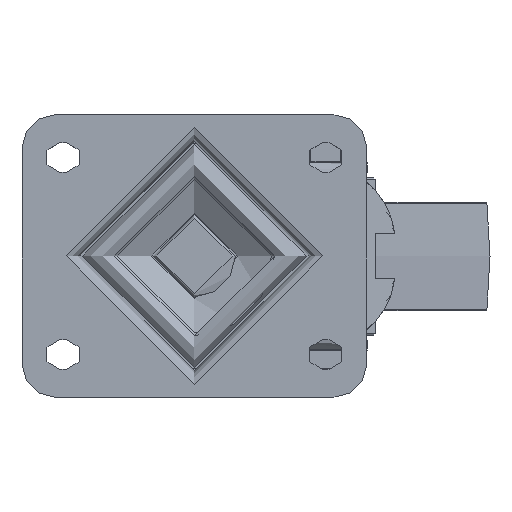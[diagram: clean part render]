
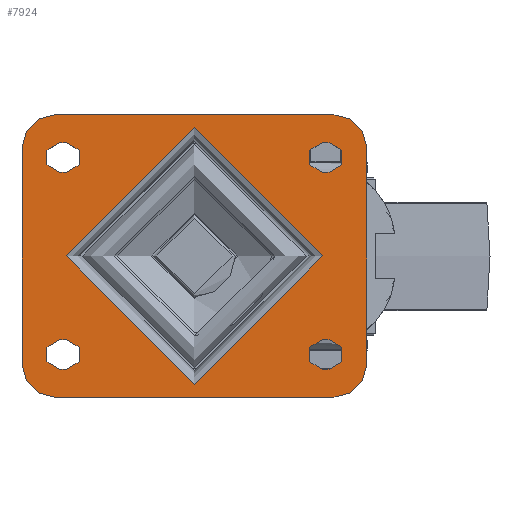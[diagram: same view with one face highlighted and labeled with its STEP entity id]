
A CAD part, top view. The second image highlights one B-rep face of the part: STEP entity #7924.
In plain terms, the highlighted planar face has unit normal (0, 0, 1).
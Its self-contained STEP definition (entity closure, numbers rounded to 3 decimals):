
#517=FACE_BOUND('',#2769,.T.);
#518=FACE_BOUND('',#2770,.T.);
#519=FACE_BOUND('',#2771,.T.);
#520=FACE_BOUND('',#2772,.T.);
#521=FACE_BOUND('',#2773,.T.);
#670=PLANE('',#8706);
#1068=LINE('',#12673,#1645);
#1069=LINE('',#12674,#1646);
#1070=LINE('',#12675,#1647);
#1071=LINE('',#12676,#1648);
#1072=LINE('',#12677,#1649);
#1073=LINE('',#12678,#1650);
#1074=LINE('',#12679,#1651);
#1075=LINE('',#12680,#1652);
#1076=LINE('',#12681,#1653);
#1077=LINE('',#12682,#1654);
#1078=LINE('',#12683,#1655);
#1079=LINE('',#12684,#1656);
#1645=VECTOR('',#10103,1000.);
#1646=VECTOR('',#10104,1000.);
#1647=VECTOR('',#10105,1000.);
#1648=VECTOR('',#10106,1000.);
#1649=VECTOR('',#10107,1000.);
#1650=VECTOR('',#10108,1000.);
#1651=VECTOR('',#10109,1000.);
#1652=VECTOR('',#10110,1000.);
#1653=VECTOR('',#10111,1000.);
#1654=VECTOR('',#10112,1000.);
#1655=VECTOR('',#10113,1000.);
#1656=VECTOR('',#10114,1000.);
#2279=FACE_OUTER_BOUND('',#2768,.T.);
#2768=EDGE_LOOP('',(#6175,#6176,#6177,#6178,#6179,#6180,#6181,#6182));
#2769=EDGE_LOOP('',(#6183));
#2770=EDGE_LOOP('',(#6184,#6185,#6186,#6187));
#2771=EDGE_LOOP('',(#6188,#6189,#6190,#6191));
#2772=EDGE_LOOP('',(#6192,#6193,#6194,#6195));
#2773=EDGE_LOOP('',(#6196,#6197,#6198,#6199));
#3140=CIRCLE('',#8379,4.5);
#3142=CIRCLE('',#8382,4.5);
#3144=CIRCLE('',#8385,4.5);
#3146=CIRCLE('',#8388,4.5);
#3148=CIRCLE('',#8391,4.5);
#3150=CIRCLE('',#8394,4.5);
#3152=CIRCLE('',#8397,4.5);
#3154=CIRCLE('',#8400,4.5);
#3155=CIRCLE('',#8402,10.);
#3157=CIRCLE('',#8405,10.);
#3159=CIRCLE('',#8408,10.);
#3161=CIRCLE('',#8411,10.);
#3171=CIRCLE('',#8425,39.);
#3466=VERTEX_POINT('',#11501);
#3467=VERTEX_POINT('',#11503);
#3470=VERTEX_POINT('',#11510);
#3471=VERTEX_POINT('',#11512);
#3474=VERTEX_POINT('',#11519);
#3475=VERTEX_POINT('',#11521);
#3478=VERTEX_POINT('',#11528);
#3479=VERTEX_POINT('',#11530);
#3482=VERTEX_POINT('',#11537);
#3483=VERTEX_POINT('',#11539);
#3486=VERTEX_POINT('',#11546);
#3487=VERTEX_POINT('',#11548);
#3490=VERTEX_POINT('',#11555);
#3491=VERTEX_POINT('',#11557);
#3494=VERTEX_POINT('',#11564);
#3495=VERTEX_POINT('',#11566);
#3496=VERTEX_POINT('',#11570);
#3497=VERTEX_POINT('',#11571);
#3500=VERTEX_POINT('',#11579);
#3501=VERTEX_POINT('',#11580);
#3504=VERTEX_POINT('',#11588);
#3505=VERTEX_POINT('',#11589);
#3508=VERTEX_POINT('',#11597);
#3509=VERTEX_POINT('',#11598);
#3518=VERTEX_POINT('',#11624);
#4210=EDGE_CURVE('',#3467,#3466,#3140,.T.);
#4214=EDGE_CURVE('',#3471,#3470,#3142,.T.);
#4218=EDGE_CURVE('',#3475,#3474,#3144,.T.);
#4222=EDGE_CURVE('',#3479,#3478,#3146,.T.);
#4226=EDGE_CURVE('',#3483,#3482,#3148,.T.);
#4230=EDGE_CURVE('',#3487,#3486,#3150,.T.);
#4234=EDGE_CURVE('',#3491,#3490,#3152,.T.);
#4238=EDGE_CURVE('',#3495,#3494,#3154,.T.);
#4240=EDGE_CURVE('',#3496,#3497,#3155,.T.);
#4244=EDGE_CURVE('',#3500,#3501,#3157,.T.);
#4248=EDGE_CURVE('',#3504,#3505,#3159,.T.);
#4252=EDGE_CURVE('',#3508,#3509,#3161,.T.);
#4265=EDGE_CURVE('',#3518,#3518,#3171,.T.);
#4630=EDGE_CURVE('',#3505,#3508,#1068,.T.);
#4631=EDGE_CURVE('',#3501,#3504,#1069,.T.);
#4632=EDGE_CURVE('',#3497,#3500,#1070,.T.);
#4633=EDGE_CURVE('',#3509,#3496,#1071,.T.);
#4634=EDGE_CURVE('',#3490,#3495,#1072,.T.);
#4635=EDGE_CURVE('',#3494,#3491,#1073,.T.);
#4636=EDGE_CURVE('',#3482,#3487,#1074,.T.);
#4637=EDGE_CURVE('',#3486,#3483,#1075,.T.);
#4638=EDGE_CURVE('',#3474,#3479,#1076,.T.);
#4639=EDGE_CURVE('',#3478,#3475,#1077,.T.);
#4640=EDGE_CURVE('',#3466,#3471,#1078,.T.);
#4641=EDGE_CURVE('',#3470,#3467,#1079,.T.);
#6175=ORIENTED_EDGE('',*,*,#4252,.F.);
#6176=ORIENTED_EDGE('',*,*,#4630,.F.);
#6177=ORIENTED_EDGE('',*,*,#4248,.F.);
#6178=ORIENTED_EDGE('',*,*,#4631,.F.);
#6179=ORIENTED_EDGE('',*,*,#4244,.F.);
#6180=ORIENTED_EDGE('',*,*,#4632,.F.);
#6181=ORIENTED_EDGE('',*,*,#4240,.F.);
#6182=ORIENTED_EDGE('',*,*,#4633,.F.);
#6183=ORIENTED_EDGE('',*,*,#4265,.F.);
#6184=ORIENTED_EDGE('',*,*,#4634,.T.);
#6185=ORIENTED_EDGE('',*,*,#4238,.T.);
#6186=ORIENTED_EDGE('',*,*,#4635,.T.);
#6187=ORIENTED_EDGE('',*,*,#4234,.T.);
#6188=ORIENTED_EDGE('',*,*,#4636,.T.);
#6189=ORIENTED_EDGE('',*,*,#4230,.T.);
#6190=ORIENTED_EDGE('',*,*,#4637,.T.);
#6191=ORIENTED_EDGE('',*,*,#4226,.T.);
#6192=ORIENTED_EDGE('',*,*,#4638,.T.);
#6193=ORIENTED_EDGE('',*,*,#4222,.T.);
#6194=ORIENTED_EDGE('',*,*,#4639,.T.);
#6195=ORIENTED_EDGE('',*,*,#4218,.T.);
#6196=ORIENTED_EDGE('',*,*,#4640,.T.);
#6197=ORIENTED_EDGE('',*,*,#4214,.T.);
#6198=ORIENTED_EDGE('',*,*,#4641,.T.);
#6199=ORIENTED_EDGE('',*,*,#4210,.T.);
#7924=ADVANCED_FACE('',(#2279,#517,#518,#519,#520,#521),#670,.T.);
#8379=AXIS2_PLACEMENT_3D('',#11504,#9237,#9238);
#8382=AXIS2_PLACEMENT_3D('',#11513,#9245,#9246);
#8385=AXIS2_PLACEMENT_3D('',#11522,#9253,#9254);
#8388=AXIS2_PLACEMENT_3D('',#11531,#9261,#9262);
#8391=AXIS2_PLACEMENT_3D('',#11540,#9269,#9270);
#8394=AXIS2_PLACEMENT_3D('',#11549,#9277,#9278);
#8397=AXIS2_PLACEMENT_3D('',#11558,#9285,#9286);
#8400=AXIS2_PLACEMENT_3D('',#11567,#9293,#9294);
#8402=AXIS2_PLACEMENT_3D('',#11572,#9298,#9299);
#8405=AXIS2_PLACEMENT_3D('',#11581,#9306,#9307);
#8408=AXIS2_PLACEMENT_3D('',#11590,#9314,#9315);
#8411=AXIS2_PLACEMENT_3D('',#11599,#9322,#9323);
#8425=AXIS2_PLACEMENT_3D('',#11625,#9353,#9354);
#8706=AXIS2_PLACEMENT_3D('',#12672,#10101,#10102);
#9237=DIRECTION('center_axis',(0.,0.,-1.));
#9238=DIRECTION('ref_axis',(1.,0.,0.));
#9245=DIRECTION('center_axis',(0.,0.,-1.));
#9246=DIRECTION('ref_axis',(-1.,0.,0.));
#9253=DIRECTION('center_axis',(0.,0.,-1.));
#9254=DIRECTION('ref_axis',(1.,0.,0.));
#9261=DIRECTION('center_axis',(0.,0.,-1.));
#9262=DIRECTION('ref_axis',(-1.,0.,0.));
#9269=DIRECTION('center_axis',(0.,0.,-1.));
#9270=DIRECTION('ref_axis',(-1.,0.,0.));
#9277=DIRECTION('center_axis',(0.,0.,-1.));
#9278=DIRECTION('ref_axis',(1.,0.,0.));
#9285=DIRECTION('center_axis',(0.,0.,-1.));
#9286=DIRECTION('ref_axis',(-1.,0.,0.));
#9293=DIRECTION('center_axis',(0.,0.,-1.));
#9294=DIRECTION('ref_axis',(1.,0.,0.));
#9298=DIRECTION('center_axis',(0.,0.,-1.));
#9299=DIRECTION('ref_axis',(-0.707,0.707,0.));
#9306=DIRECTION('center_axis',(0.,0.,-1.));
#9307=DIRECTION('ref_axis',(0.707,0.707,0.));
#9314=DIRECTION('center_axis',(0.,0.,-1.));
#9315=DIRECTION('ref_axis',(0.707,-0.707,0.));
#9322=DIRECTION('center_axis',(0.,0.,-1.));
#9323=DIRECTION('ref_axis',(-0.707,-0.707,0.));
#9353=DIRECTION('center_axis',(0.,0.,1.));
#9354=DIRECTION('ref_axis',(0.,-1.,0.));
#10101=DIRECTION('center_axis',(0.,0.,1.));
#10102=DIRECTION('ref_axis',(1.,0.,0.));
#10103=DIRECTION('',(-1.,0.,0.));
#10104=DIRECTION('',(0.,-1.,0.));
#10105=DIRECTION('',(1.,0.,0.));
#10106=DIRECTION('',(0.,1.,0.));
#10107=DIRECTION('',(-1.,0.,0.));
#10108=DIRECTION('',(1.,0.,0.));
#10109=DIRECTION('',(-1.,0.,0.));
#10110=DIRECTION('',(1.,0.,0.));
#10111=DIRECTION('',(1.,0.,0.));
#10112=DIRECTION('',(-1.,0.,0.));
#10113=DIRECTION('',(1.,0.,0.));
#10114=DIRECTION('',(-1.,0.,0.));
#11501=CARTESIAN_POINT('',(39.,-25.5,0.));
#11503=CARTESIAN_POINT('',(39.,-34.5,0.));
#11504=CARTESIAN_POINT('Origin',(39.,-30.,0.));
#11510=CARTESIAN_POINT('',(41.,-34.5,0.));
#11512=CARTESIAN_POINT('',(41.,-25.5,0.));
#11513=CARTESIAN_POINT('Origin',(41.,-30.,0.));
#11519=CARTESIAN_POINT('',(39.,34.5,0.));
#11521=CARTESIAN_POINT('',(39.,25.5,0.));
#11522=CARTESIAN_POINT('Origin',(39.,30.,0.));
#11528=CARTESIAN_POINT('',(41.,25.5,0.));
#11530=CARTESIAN_POINT('',(41.,34.5,0.));
#11531=CARTESIAN_POINT('Origin',(41.,30.,0.));
#11537=CARTESIAN_POINT('',(-39.,-34.5,0.));
#11539=CARTESIAN_POINT('',(-39.,-25.5,0.));
#11540=CARTESIAN_POINT('Origin',(-39.,-30.,0.));
#11546=CARTESIAN_POINT('',(-41.,-25.5,0.));
#11548=CARTESIAN_POINT('',(-41.,-34.5,0.));
#11549=CARTESIAN_POINT('Origin',(-41.,-30.,0.));
#11555=CARTESIAN_POINT('',(-39.,25.5,0.));
#11557=CARTESIAN_POINT('',(-39.,34.5,0.));
#11558=CARTESIAN_POINT('Origin',(-39.,30.,0.));
#11564=CARTESIAN_POINT('',(-41.,34.5,0.));
#11566=CARTESIAN_POINT('',(-41.,25.5,0.));
#11567=CARTESIAN_POINT('Origin',(-41.,30.,0.));
#11570=CARTESIAN_POINT('',(-52.5,33.,0.));
#11571=CARTESIAN_POINT('',(-42.5,43.,0.));
#11572=CARTESIAN_POINT('Origin',(-42.5,33.,0.));
#11579=CARTESIAN_POINT('',(42.5,43.,0.));
#11580=CARTESIAN_POINT('',(52.5,33.,0.));
#11581=CARTESIAN_POINT('Origin',(42.5,33.,0.));
#11588=CARTESIAN_POINT('',(52.5,-33.,0.));
#11589=CARTESIAN_POINT('',(42.5,-43.,0.));
#11590=CARTESIAN_POINT('Origin',(42.5,-33.,0.));
#11597=CARTESIAN_POINT('',(-42.5,-43.,0.));
#11598=CARTESIAN_POINT('',(-52.5,-33.,0.));
#11599=CARTESIAN_POINT('Origin',(-42.5,-33.,0.));
#11624=CARTESIAN_POINT('',(39.,0.,0.));
#11625=CARTESIAN_POINT('Origin',(0.,0.,0.));
#12672=CARTESIAN_POINT('Origin',(0.,0.,0.));
#12673=CARTESIAN_POINT('',(52.5,-43.,0.));
#12674=CARTESIAN_POINT('',(52.5,43.,0.));
#12675=CARTESIAN_POINT('',(-52.5,43.,0.));
#12676=CARTESIAN_POINT('',(-52.5,-43.,0.));
#12677=CARTESIAN_POINT('',(-41.,25.5,0.));
#12678=CARTESIAN_POINT('',(-41.,34.5,0.));
#12679=CARTESIAN_POINT('',(-41.,-34.5,0.));
#12680=CARTESIAN_POINT('',(-41.,-25.5,0.));
#12681=CARTESIAN_POINT('',(41.,34.5,0.));
#12682=CARTESIAN_POINT('',(41.,25.5,0.));
#12683=CARTESIAN_POINT('',(41.,-25.5,0.));
#12684=CARTESIAN_POINT('',(41.,-34.5,0.));
